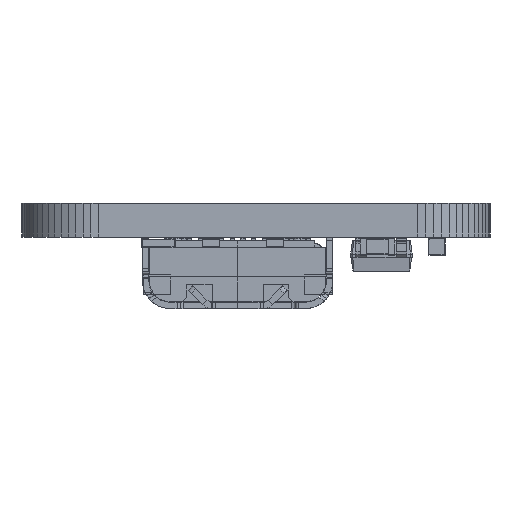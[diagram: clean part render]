
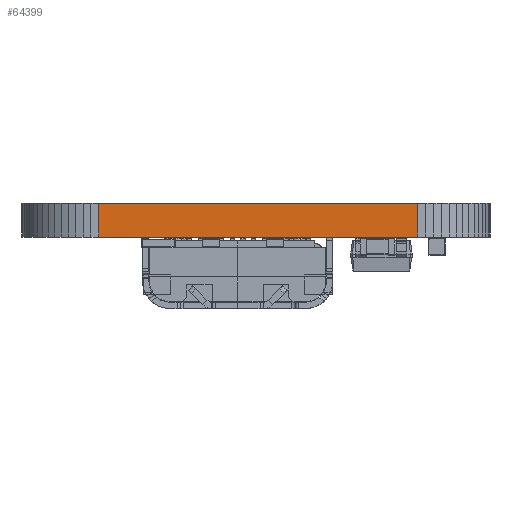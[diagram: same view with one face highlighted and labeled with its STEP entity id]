
A CAD part, left-side view. The second image highlights one B-rep face of the part: STEP entity #64399.
In plain terms, the highlighted planar face has unit normal (-1, 0, 0).
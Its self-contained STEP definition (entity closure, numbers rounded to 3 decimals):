
#55496 = PLANE('',#55497);
#55497 = AXIS2_PLACEMENT_3D('',#55498,#55499,#55500);
#55498 = CARTESIAN_POINT('',(103.753,10.997,1.58));
#55499 = DIRECTION('',(-0.,-0.,-1.));
#55500 = DIRECTION('',(-1.,0.,0.));
#55550 = PLANE('',#55551);
#55551 = AXIS2_PLACEMENT_3D('',#55552,#55553,#55554);
#55552 = CARTESIAN_POINT('',(103.753,10.997,0.));
#55553 = DIRECTION('',(-0.,-0.,-1.));
#55554 = DIRECTION('',(-1.,0.,0.));
#56891 = VERTEX_POINT('',#56892);
#56892 = CARTESIAN_POINT('',(0.,3.4,0.));
#56906 = PLANE('',#56907);
#56907 = AXIS2_PLACEMENT_3D('',#56908,#56909,#56910);
#56908 = CARTESIAN_POINT('',(0.021,3.019,0.));
#56909 = DIRECTION('',(-0.998,-0.056,0.));
#56910 = DIRECTION('',(-0.056,0.998,0.));
#56918 = EDGE_CURVE('',#56891,#56919,#56921,.T.);
#56919 = VERTEX_POINT('',#56920);
#56920 = CARTESIAN_POINT('',(0.,18.4,0.));
#56921 = SURFACE_CURVE('',#56922,(#56926,#56933),.PCURVE_S1.);
#56922 = LINE('',#56923,#56924);
#56923 = CARTESIAN_POINT('',(0.,3.4,0.));
#56924 = VECTOR('',#56925,1.);
#56925 = DIRECTION('',(0.,1.,0.));
#56926 = PCURVE('',#55550,#56927);
#56927 = DEFINITIONAL_REPRESENTATION('',(#56928),#56932);
#56928 = LINE('',#56929,#56930);
#56929 = CARTESIAN_POINT('',(103.753,-7.597));
#56930 = VECTOR('',#56931,1.);
#56931 = DIRECTION('',(0.,1.));
#56932 = ( GEOMETRIC_REPRESENTATION_CONTEXT(2) 
PARAMETRIC_REPRESENTATION_CONTEXT() REPRESENTATION_CONTEXT('2D SPACE',''
  ) );
#56933 = PCURVE('',#56934,#56939);
#56934 = PLANE('',#56935);
#56935 = AXIS2_PLACEMENT_3D('',#56936,#56937,#56938);
#56936 = CARTESIAN_POINT('',(0.,3.4,0.));
#56937 = DIRECTION('',(-1.,0.,0.));
#56938 = DIRECTION('',(0.,1.,0.));
#56939 = DEFINITIONAL_REPRESENTATION('',(#56940),#56944);
#56940 = LINE('',#56941,#56942);
#56941 = CARTESIAN_POINT('',(0.,0.));
#56942 = VECTOR('',#56943,1.);
#56943 = DIRECTION('',(1.,0.));
#56944 = ( GEOMETRIC_REPRESENTATION_CONTEXT(2) 
PARAMETRIC_REPRESENTATION_CONTEXT() REPRESENTATION_CONTEXT('2D SPACE',''
  ) );
#56962 = PLANE('',#56963);
#56963 = AXIS2_PLACEMENT_3D('',#56964,#56965,#56966);
#56964 = CARTESIAN_POINT('',(0.,18.4,0.));
#56965 = DIRECTION('',(-1.,0.024,0.));
#56966 = DIRECTION('',(0.024,1.,0.));
#60972 = VERTEX_POINT('',#60973);
#60973 = CARTESIAN_POINT('',(0.,3.4,1.58));
#60994 = EDGE_CURVE('',#60972,#60995,#60997,.T.);
#60995 = VERTEX_POINT('',#60996);
#60996 = CARTESIAN_POINT('',(0.,18.4,1.58));
#60997 = SURFACE_CURVE('',#60998,(#61002,#61009),.PCURVE_S1.);
#60998 = LINE('',#60999,#61000);
#60999 = CARTESIAN_POINT('',(0.,3.4,1.58));
#61000 = VECTOR('',#61001,1.);
#61001 = DIRECTION('',(0.,1.,0.));
#61002 = PCURVE('',#55496,#61003);
#61003 = DEFINITIONAL_REPRESENTATION('',(#61004),#61008);
#61004 = LINE('',#61005,#61006);
#61005 = CARTESIAN_POINT('',(103.753,-7.597));
#61006 = VECTOR('',#61007,1.);
#61007 = DIRECTION('',(0.,1.));
#61008 = ( GEOMETRIC_REPRESENTATION_CONTEXT(2) 
PARAMETRIC_REPRESENTATION_CONTEXT() REPRESENTATION_CONTEXT('2D SPACE',''
  ) );
#61009 = PCURVE('',#56934,#61010);
#61010 = DEFINITIONAL_REPRESENTATION('',(#61011),#61015);
#61011 = LINE('',#61012,#61013);
#61012 = CARTESIAN_POINT('',(0.,-1.58));
#61013 = VECTOR('',#61014,1.);
#61014 = DIRECTION('',(1.,0.));
#61015 = ( GEOMETRIC_REPRESENTATION_CONTEXT(2) 
PARAMETRIC_REPRESENTATION_CONTEXT() REPRESENTATION_CONTEXT('2D SPACE',''
  ) );
#64349 = EDGE_CURVE('',#56919,#60995,#64350,.T.);
#64350 = SURFACE_CURVE('',#64351,(#64355,#64362),.PCURVE_S1.);
#64351 = LINE('',#64352,#64353);
#64352 = CARTESIAN_POINT('',(0.,18.4,0.));
#64353 = VECTOR('',#64354,1.);
#64354 = DIRECTION('',(0.,0.,1.));
#64355 = PCURVE('',#56962,#64356);
#64356 = DEFINITIONAL_REPRESENTATION('',(#64357),#64361);
#64357 = LINE('',#64358,#64359);
#64358 = CARTESIAN_POINT('',(0.,0.));
#64359 = VECTOR('',#64360,1.);
#64360 = DIRECTION('',(0.,-1.));
#64361 = ( GEOMETRIC_REPRESENTATION_CONTEXT(2) 
PARAMETRIC_REPRESENTATION_CONTEXT() REPRESENTATION_CONTEXT('2D SPACE',''
  ) );
#64362 = PCURVE('',#56934,#64363);
#64363 = DEFINITIONAL_REPRESENTATION('',(#64364),#64368);
#64364 = LINE('',#64365,#64366);
#64365 = CARTESIAN_POINT('',(15.,0.));
#64366 = VECTOR('',#64367,1.);
#64367 = DIRECTION('',(0.,-1.));
#64368 = ( GEOMETRIC_REPRESENTATION_CONTEXT(2) 
PARAMETRIC_REPRESENTATION_CONTEXT() REPRESENTATION_CONTEXT('2D SPACE',''
  ) );
#64399 = ADVANCED_FACE('',(#64400),#56934,.T.);
#64400 = FACE_BOUND('',#64401,.T.);
#64401 = EDGE_LOOP('',(#64402,#64423,#64424,#64425));
#64402 = ORIENTED_EDGE('',*,*,#64403,.T.);
#64403 = EDGE_CURVE('',#56891,#60972,#64404,.T.);
#64404 = SURFACE_CURVE('',#64405,(#64409,#64416),.PCURVE_S1.);
#64405 = LINE('',#64406,#64407);
#64406 = CARTESIAN_POINT('',(0.,3.4,0.));
#64407 = VECTOR('',#64408,1.);
#64408 = DIRECTION('',(0.,0.,1.));
#64409 = PCURVE('',#56934,#64410);
#64410 = DEFINITIONAL_REPRESENTATION('',(#64411),#64415);
#64411 = LINE('',#64412,#64413);
#64412 = CARTESIAN_POINT('',(0.,0.));
#64413 = VECTOR('',#64414,1.);
#64414 = DIRECTION('',(0.,-1.));
#64415 = ( GEOMETRIC_REPRESENTATION_CONTEXT(2) 
PARAMETRIC_REPRESENTATION_CONTEXT() REPRESENTATION_CONTEXT('2D SPACE',''
  ) );
#64416 = PCURVE('',#56906,#64417);
#64417 = DEFINITIONAL_REPRESENTATION('',(#64418),#64422);
#64418 = LINE('',#64419,#64420);
#64419 = CARTESIAN_POINT('',(0.381,0.));
#64420 = VECTOR('',#64421,1.);
#64421 = DIRECTION('',(0.,-1.));
#64422 = ( GEOMETRIC_REPRESENTATION_CONTEXT(2) 
PARAMETRIC_REPRESENTATION_CONTEXT() REPRESENTATION_CONTEXT('2D SPACE',''
  ) );
#64423 = ORIENTED_EDGE('',*,*,#60994,.T.);
#64424 = ORIENTED_EDGE('',*,*,#64349,.F.);
#64425 = ORIENTED_EDGE('',*,*,#56918,.F.);
